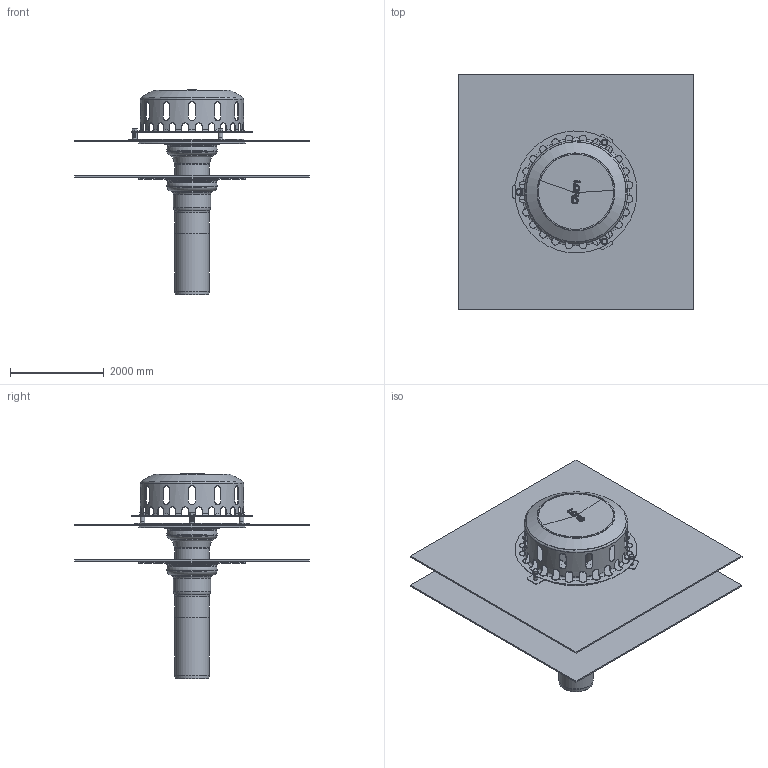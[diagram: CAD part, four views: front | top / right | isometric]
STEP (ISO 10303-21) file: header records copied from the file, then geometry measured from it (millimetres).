
FILE_DESCRIPTION(/* description */ (''),/* implementation_level */ '2;1');
FILE_NAME(/* name */ '15285.070X_3D.stp',/* time_stamp */ '2024-12-11T14:56:28+01:00',/* author */ ('CAD'),/* organization */ (''),/* preprocessor_version */ 'ST-DEVELOPER v20',/* originating_system */ 'AutoCAD Mechanical',/* authorisation */ '');
FILE_SCHEMA (('AUTOMOTIVE_DESIGN { 1 0 10303 214 3 1 1 }'));
Length unit declared in the file: centimetre
Products named in the file (3): Product; EINHEIT; *S1
Assembly tree (2 placements, depth 2):
  Product
    EINHEIT
    *S1
Bounding box: 5000 x 5000 x 4367.5 mm (x, y, z)
Volume: 2030311130.2 mm3; surface area: 171008644.1 mm2
Topology: 21 solids, 21 shells, 730 faces, 1965 edges, 1245 vertices
Faces by surface type: plane 207, cylinder 191, torus 167, cone 155, bspline 7, sphere 3
Full cylindrical faces by diameter (mm): 40 x3, 60 x3, 80 x3, 100 x3, 105 x2, 698 x3, 706 x2, 730 x6, 763 x1, 770 x6, 795 x1, 810 x4, 885 x2, 901 x2, 905 x2, 920 x2, 965 x4, 1010 x2, 2180 x1, 2200 x1, 2600 x1
Entity records: 29269 total; most frequent: CARTESIAN_POINT 10640, DIRECTION 3970, ORIENTED_EDGE 3914, EDGE_CURVE 1957, AXIS2_PLACEMENT_3D 1644, VERTEX_POINT 1245, CIRCLE 887, EDGE_LOOP 828
